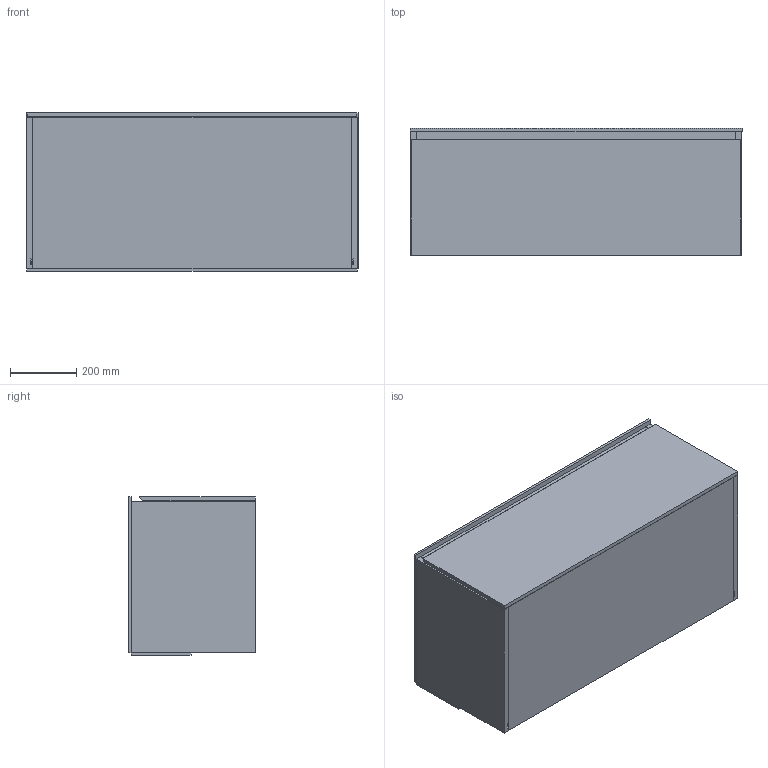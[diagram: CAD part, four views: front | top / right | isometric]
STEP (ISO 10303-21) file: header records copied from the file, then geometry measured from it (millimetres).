
FILE_DESCRIPTION (( 'STEP AP214' ), '1' );
FILE_NAME ('WP1000375-1AUSER-47.STEP', '2021-02-08T09:14:00', ( '' ), ( '' ), 'SwSTEP 2.0', 'SolidWorks 2020', '' );
FILE_SCHEMA (( 'AUTOMOTIVE_DESIGN' ));
Length unit declared in the file: millimetre
Products named in the file (3): WP1000375-1AUSER-47; WP 1000375-1AUSER-47_wt_Mit Hahnloch mit Schlitz｜erlauf; WP 1000375-1AUSER-47_us_Spanweiá lackiert<Wie bearbeitet>
Assembly tree (2 placements, depth 2):
  WP1000375-1AUSER-47
    WP 1000375-1AUSER-47_us_Spanweiá lackiert<Wie bearbeitet>
    WP 1000375-1AUSER-47_wt_Mit Hahnloch mit Schlitz｜erlauf
Bounding box: 1000 x 382 x 478 mm (x, y, z)
Volume: 41266218.2 mm3; surface area: 5818547.2 mm2
Topology: 18 solids, 18 shells, 253 faces, 615 edges, 398 vertices
Faces by surface type: plane 185, cylinder 42, bspline 20, cone 4, torus 2
Entity records: 11787 total; most frequent: CARTESIAN_POINT 5713, ORIENTED_EDGE 1230, DIRECTION 1103, EDGE_CURVE 615, LINE 483, VECTOR 483, VERTEX_POINT 398, AXIS2_PLACEMENT_3D 310
